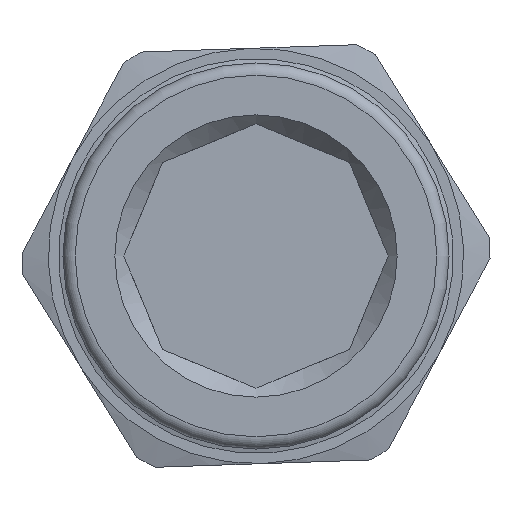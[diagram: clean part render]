
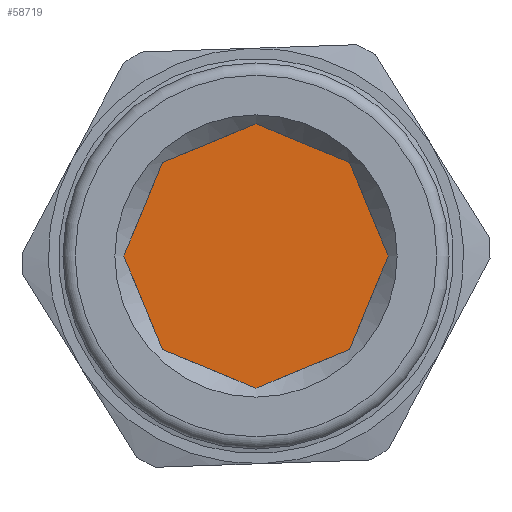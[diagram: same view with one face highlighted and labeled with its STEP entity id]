
A CAD part, left-side view. The second image highlights one B-rep face of the part: STEP entity #58719.
In plain terms, the highlighted planar face has unit normal (-1, 0, 0).
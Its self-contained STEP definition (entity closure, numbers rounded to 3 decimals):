
#58703=CARTESIAN_POINT('',(9.997,3.022,0.0));
#58704=DIRECTION('',(-1.0,0.0,0.0));
#58705=DIRECTION('',(0.0,0.0,1.0));
#58706=AXIS2_PLACEMENT_3D('',#58703,#58704,#58705);
#58707=PLANE('',#58706);
#58708=CARTESIAN_POINT('',(9.997,6.045,0.0));
#58709=VERTEX_POINT('',#58708);
#58710=CARTESIAN_POINT('',(9.997,0.0,0.0));
#58711=DIRECTION('',(1.0,0.0,0.0));
#58712=DIRECTION('',(0.0,1.0,0.0));
#58713=AXIS2_PLACEMENT_3D('',#58710,#58711,#58712);
#58714=CIRCLE('',#58713,6.045);
#58715=EDGE_CURVE('',#58709,#58709,#58714,.T.);
#58716=ORIENTED_EDGE('',*,*,#58715,.F.);
#58717=EDGE_LOOP('',(#58716));
#58718=FACE_OUTER_BOUND('',#58717,.T.);
#58719=ADVANCED_FACE('',(#58718),#58707,.T.);
